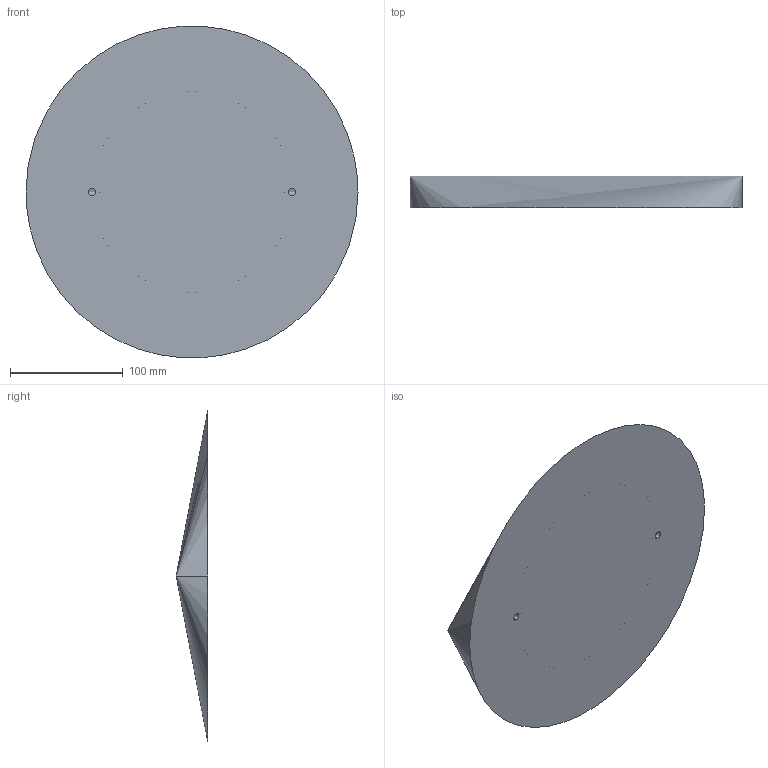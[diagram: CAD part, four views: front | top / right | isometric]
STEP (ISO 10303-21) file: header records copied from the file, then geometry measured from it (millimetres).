
FILE_DESCRIPTION(/* description */ (''),/* implementation_level */ '2;1');
FILE_NAME(/* name */ 'Alcon_BrakeDisc_DV295:28:53-12:178',/* time_stamp */ '2017-05-04T16:53:24+09:00',/* author */ (''),/* organization */ (''),/* preprocessor_version */ 'ST-DEVELOPER v15',/* originating_system */ '',/* authorisation */ '');
FILE_SCHEMA (('AUTOMOTIVE_DESIGN'));
Length unit declared in the file: millimetre
Products named in the file (1): Document
Bounding box: 295 x 28 x 294.46 mm (x, y, z)
Volume: 1168139.8 mm3; surface area: 137312.4 mm2
Topology: 1 solids, 1 shells, 33 faces, 94 edges, 60 vertices
Faces by surface type: bspline 30, plane 3
Entity records: 1295 total; most frequent: CARTESIAN_POINT 730, ORIENTED_EDGE 180, EDGE_CURVE 90, EDGE_LOOP 60, VERTEX_POINT 60, ADVANCED_FACE 33, FACE_OUTER_BOUND 33, FACE_BOUND 27
